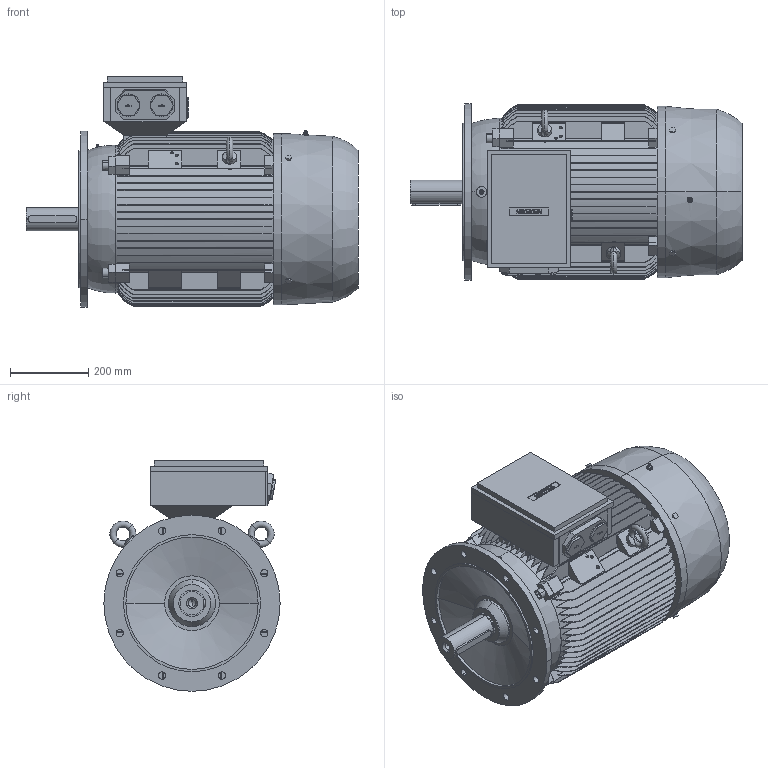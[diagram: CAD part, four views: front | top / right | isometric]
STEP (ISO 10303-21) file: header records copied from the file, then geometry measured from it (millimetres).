
FILE_DESCRIPTION(('STEP AP214'),'1');
FILE_NAME('cctmp_1922C7D5-A1B4-4933-BA15-FC3299C239B6_2023_06_27_10_34_42_0359..stp','2023-06-27T08:34:43',('SIEMENS A&D'),('CADClick - www.CADClick.com'),'Spatial InterOp 3D',' ','unknown authorization');
FILE_SCHEMA(('AUTOMOTIVE_DESIGN'));
Length unit declared in the file: millimetre
Products named in the file (1): 1
Bounding box: 848 x 450 x 589 mm (x, y, z)
Volume: 94988025.6 mm3; surface area: 3214435.1 mm2
Topology: 7 solids, 7 shells, 1107 faces, 3048 edges, 2014 vertices
Faces by surface type: plane 677, cylinder 248, torus 154, cone 28
Entity records: 54812 total; most frequent: CARTESIAN_POINT 18195, ORIENTED_EDGE 6092, DIRECTION 5274, EDGE_CURVE 3046, VERTEX_POINT 2014, LINE 1868, VECTOR 1868, AXIS2_PLACEMENT_3D 1703
